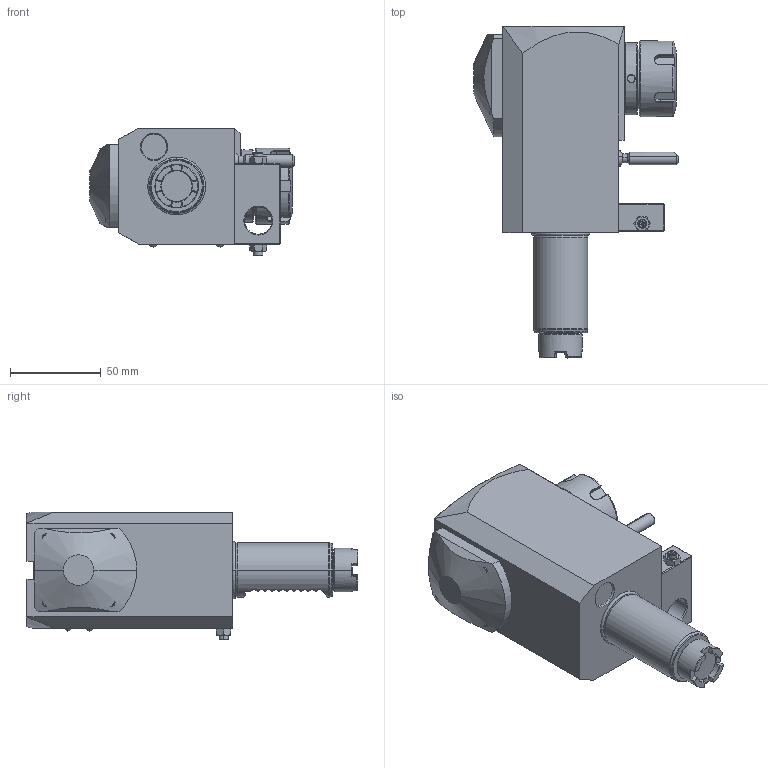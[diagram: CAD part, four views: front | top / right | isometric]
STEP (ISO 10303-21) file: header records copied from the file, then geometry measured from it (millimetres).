
FILE_DESCRIPTION((''),'2;1');
FILE_NAME('NGT1_30_251_25_1_1_85JA','2017-03-10T',('vali'),('NOVA GRUP'),'PRO/ENGINEER BY PARAMETRIC TECHNOLOGY CORPORATION, 2010280','PRO/ENGINEER BY PARAMETRIC TECHNOLOGY CORPORATION, 2010280','');
FILE_SCHEMA(('CONFIG_CONTROL_DESIGN'));
Length unit declared in the file: millimetre
Products named in the file (1): NGT1_30_251_25_1_1_85JA
Bounding box: 112.88 x 183 x 70.5 mm (x, y, z)
Volume: 583902.3 mm3; surface area: 57651.1 mm2
Topology: 1 solids, 1 shells, 509 faces, 1273 edges, 782 vertices
Faces by surface type: plane 220, cylinder 103, cone 90, bspline 72, torus 18, sphere 6
Entity records: 21150 total; most frequent: CARTESIAN_POINT 9914, ORIENTED_EDGE 2510, DIRECTION 1997, EDGE_CURVE 1255, VERTEX_POINT 782, AXIS2_PLACEMENT_3D 718, VECTOR 561, LINE 561
